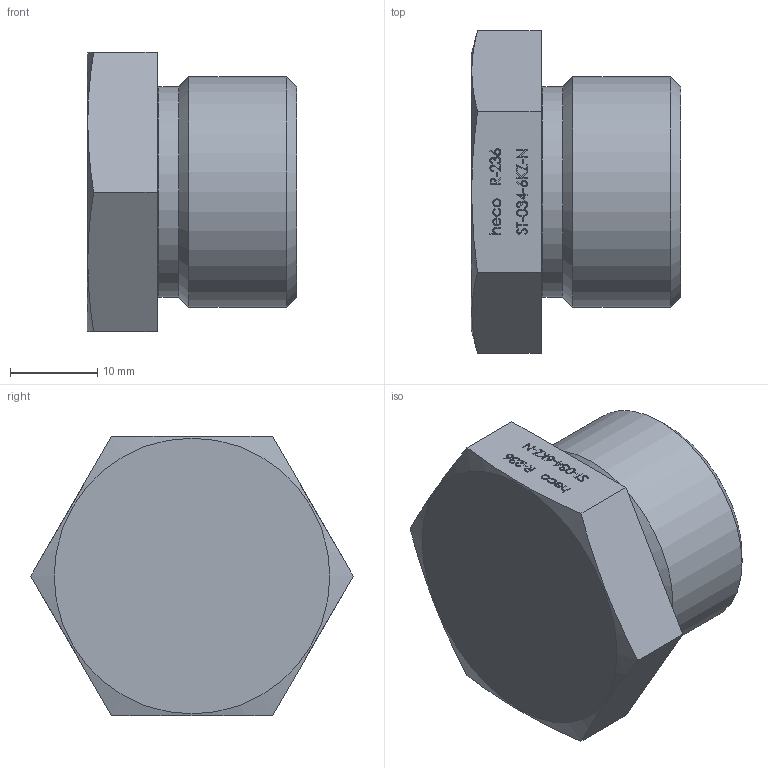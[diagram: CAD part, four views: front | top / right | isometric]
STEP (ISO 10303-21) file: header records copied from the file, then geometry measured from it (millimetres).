
FILE_DESCRIPTION (( 'STEP AP214' ), '1' );
FILE_NAME ('ST-034-6KZ-N R-236 Stopfen 6KT zyl 2011.STEP', '2020-11-17T10:58:26', ( '' ), ( '' ), 'SwSTEP 2.0', 'SolidWorks 2019', '' );
FILE_SCHEMA (( 'AUTOMOTIVE_DESIGN' ));
Length unit declared in the file: millimetre
Products named in the file (1): ST-034-6KZ-N R-236 Stopfen 6KT zyl 2011
Bounding box: 24 x 36.95 x 32.01 mm (x, y, z)
Volume: 15522.7 mm3; surface area: 4006.4 mm2
Topology: 1 solids, 1 shells, 269 faces, 710 edges, 472 vertices
Faces by surface type: plane 147, bspline 116, cone 3, cylinder 2, torus 1
Full cylindrical faces by diameter (mm): 24.117 x1, 26.441 x1
Entity records: 16976 total; most frequent: CARTESIAN_POINT 8393, ORIENTED_EDGE 1406, DIRECTION 780, EDGE_CURVE 703, VERTEX_POINT 471, VECTOR 458, LINE 458, EDGE_LOOP 304
